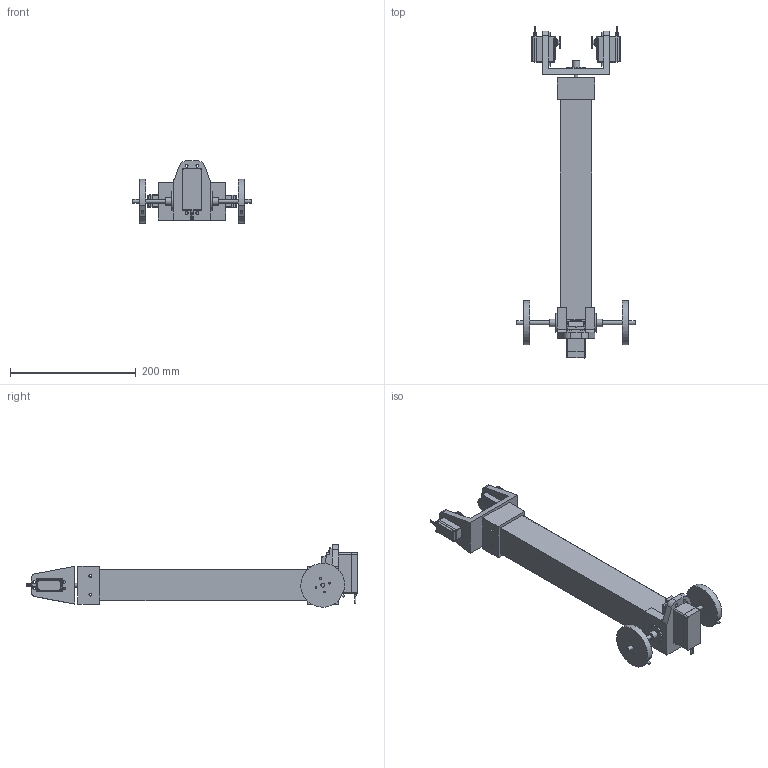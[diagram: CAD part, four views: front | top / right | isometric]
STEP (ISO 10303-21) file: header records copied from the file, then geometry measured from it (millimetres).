
FILE_DESCRIPTION(/* description */ (''),/* implementation_level */ '2;1');
FILE_NAME(/* name */ '00_Hand.stp',/* time_stamp */ '2023-10-08T11:26:59+05:30',/* author */ ('Abhinav'),/* organization */ (''),/* preprocessor_version */ 'ST-DEVELOPER v19',/* originating_system */ 'Autodesk Inventor 2023',/* authorisation */ '');
FILE_SCHEMA (('AUTOMOTIVE_DESIGN { 1 0 10303 214 3 1 1 }'));
Length unit declared in the file: millimetre
Products named in the file (11): Assembly10; 60 kg cm Servo; End-Link; Servo-house; Part18; Pulley-35; Hand-End Fork; Shaft; Flange; Servo MG964R; Servo Horn
Assembly tree (17 placements, depth 2):
  Assembly10
    60 kg cm Servo
    End-Link
    Servo-house
    Part18
    Flange  x3
    Shaft  x3
    Pulley-35  x2
    Hand-End Fork
    Servo MG964R  x2
    Servo Horn  x2
Bounding box: 188 x 528.4 x 99.26 mm (x, y, z)
Volume: 557053 mm3; surface area: 302586.6 mm2
Topology: 22 solids, 22 shells, 1350 faces, 4008 edges, 2818 vertices
Faces by surface type: plane 836, cylinder 460, cone 23, torus 20, sphere 8, bspline 3
Full cylindrical faces by diameter (mm): 1.78 x3, 2 x2, 2.4 x2, 2.5 x1, 2.55 x8, 3 x22, 3.5 x10, 4 x26, 4.5 x16, 4.8 x2, 6 x9, 6.4 x2, 7 x4, 9 x2, 11.2 x2, 12 x3, 12.8 x2, 15 x1, 19.3 x1, 20 x2, 25 x1, 30 x3
Entity records: 35641 total; most frequent: CARTESIAN_POINT 10984, ORIENTED_EDGE 5110, DIRECTION 4822, EDGE_CURVE 2555, VERTEX_POINT 1777, LINE 1626, VECTOR 1626, AXIS2_PLACEMENT_3D 1598
